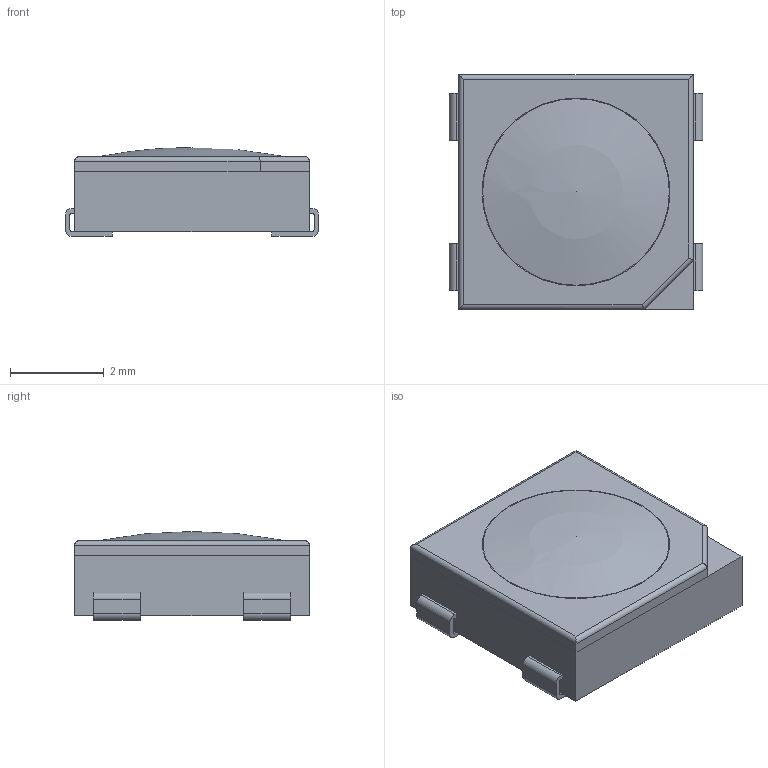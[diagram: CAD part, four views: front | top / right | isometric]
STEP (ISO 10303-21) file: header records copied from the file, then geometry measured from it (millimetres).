
FILE_DESCRIPTION(('FreeCAD Model'),'2;1');
FILE_NAME('LED_SK6812_PLCC4.step','2020-09-23T01:10:29',( 'Anool Mahidharia'),('WyoLum'),'Open CASCADE STEP processor 7.3', 'FreeCAD','Unknown');
FILE_SCHEMA(('AUTOMOTIVE_DESIGN { 1 0 10303 214 1 1 1 1 }'));
Length unit declared in the file: millimetre
Products named in the file (10): Revolve; Extrude004; Extrude004_(Mirror_#2); Extrude004_(Mirror_#3); Extrude004_(Mirror_#1); Extrude001; Fillet; Extrude; Extrude005; Extrude006
Bounding box: 5.4 x 5 x 1.9 mm (x, y, z)
Volume: 39 mm3; surface area: 136.7 mm2
Topology: 15 solids, 15 shells, 151 faces, 353 edges, 231 vertices
Faces by surface type: plane 113, cylinder 34, sphere 2, cone 2
Full cylindrical faces by diameter (mm): 3.34 x1
Entity records: 4616 total; most frequent: CARTESIAN_POINT 734, DIRECTION 723, ORIENTED_EDGE 702, EDGE_CURVE 351, LINE 283, VECTOR 283, VERTEX_POINT 231, AXIS2_PLACEMENT_3D 220
